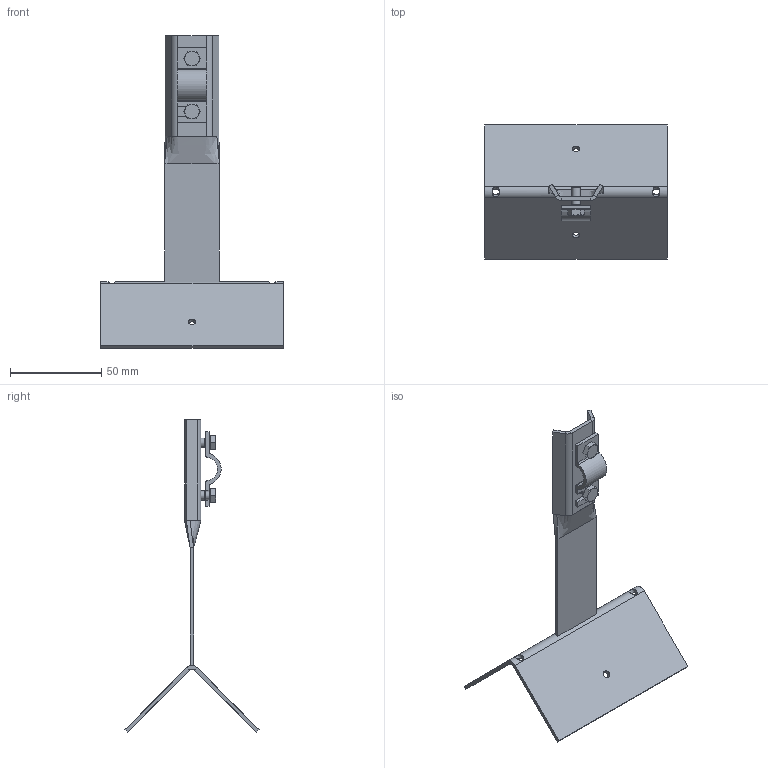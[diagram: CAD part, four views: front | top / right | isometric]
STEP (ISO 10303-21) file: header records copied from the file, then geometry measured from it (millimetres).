
FILE_DESCRIPTION(/* description */ (''),/* implementation_level */ '2;1');
FILE_NAME(/* name */ 'BKDB H100.stp',/* time_stamp */ '2023-05-18T17:01:09+03:00',/* author */ ('man37'),/* organization */ (''),/* preprocessor_version */ 'ST-DEVELOPER v19.2',/* originating_system */ 'Autodesk Inventor 2023',/* authorisation */ '');
FILE_SCHEMA (('AUTOMOTIVE_DESIGN { 1 0 10303 214 3 1 1 }'));
Length unit declared in the file: millimetre
Products named in the file (5): BKDB-02; Коньковый держатель 
(Основание); KDB H100; DPV верх; DIN 933 - M5  x 12
Assembly tree (5 placements, depth 2):
  BKDB-02
    Коньковый держатель 
(Основание)
    KDB H100
    DPV верх
    DIN 933 - M5  x 12  x2
Bounding box: 100 x 73.42 x 171.2 mm (x, y, z)
Volume: 30972 mm3; surface area: 32962.6 mm2
Topology: 6 solids, 6 shells, 115 faces, 257 edges, 158 vertices
Faces by surface type: plane 67, cylinder 24, cone 16, bspline 8
Full cylindrical faces by diameter (mm): 4 x2, 4.567 x2, 5 x2, 5.5 x3, 6.7 x2
Entity records: 3831 total; most frequent: CARTESIAN_POINT 1481, DIRECTION 440, ORIENTED_EDGE 428, EDGE_CURVE 214, AXIS2_PLACEMENT_3D 147, LINE 146, VECTOR 146, VERTEX_POINT 132
